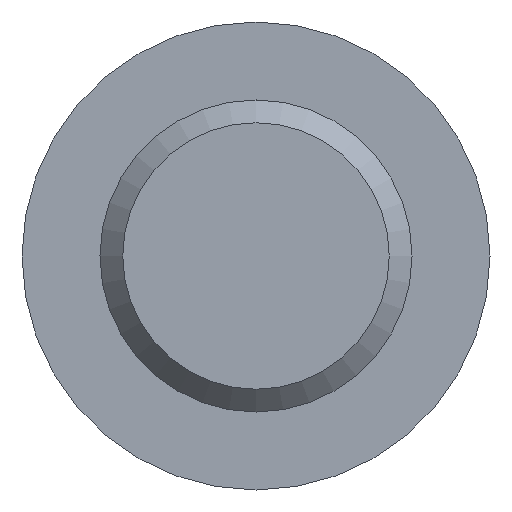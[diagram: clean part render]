
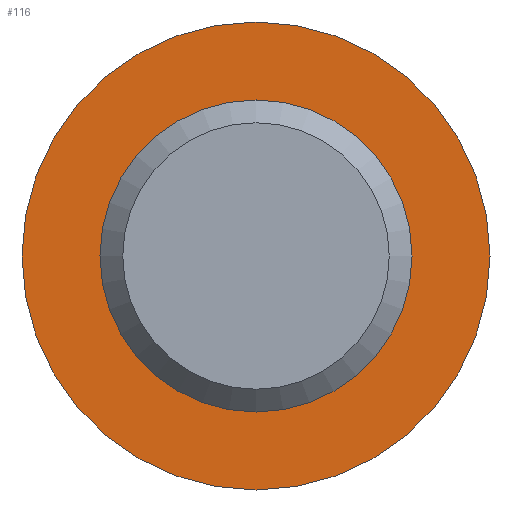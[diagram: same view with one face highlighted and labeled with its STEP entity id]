
A CAD part, front view. The second image highlights one B-rep face of the part: STEP entity #116.
In plain terms, the highlighted planar face has unit normal (0, -1, 0).
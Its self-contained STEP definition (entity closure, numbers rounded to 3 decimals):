
#7 = ORIENTED_EDGE ( 'NONE', *, *, #464, .T. ) ;
#12 = DIRECTION ( 'NONE',  ( 0., -1., 0. ) ) ;
#55 = CARTESIAN_POINT ( 'NONE',  ( 0., 90., 0. ) ) ;
#64 = AXIS2_PLACEMENT_3D ( 'NONE', #55, #12, #344 ) ;
#116 = ADVANCED_FACE ( 'NONE', ( #250, #345 ), #183, .F. ) ;
#143 = CARTESIAN_POINT ( 'NONE',  ( -6., 90., 0. ) ) ;
#158 = CARTESIAN_POINT ( 'NONE',  ( 0., 90., -6. ) ) ;
#183 = PLANE ( 'NONE',  #352 ) ;
#189 = DIRECTION ( 'NONE',  ( 0., 1., 0. ) ) ;
#204 = EDGE_LOOP ( 'NONE', ( #7 ) ) ;
#219 = CARTESIAN_POINT ( 'NONE',  ( 0., 90., 0. ) ) ;
#228 = DIRECTION ( 'NONE',  ( 0., -1., 0. ) ) ;
#250 = FACE_BOUND ( 'NONE', #406, .T. ) ;
#256 = ORIENTED_EDGE ( 'NONE', *, *, #523, .F. ) ;
#263 = VERTEX_POINT ( 'NONE', #158 ) ;
#344 = DIRECTION ( 'NONE',  ( 0., 0., -1. ) ) ;
#345 = FACE_OUTER_BOUND ( 'NONE', #204, .T. ) ;
#352 = AXIS2_PLACEMENT_3D ( 'NONE', #143, #189, #426 ) ;
#387 = CIRCLE ( 'NONE', #502, 9. ) ;
#406 = EDGE_LOOP ( 'NONE', ( #256 ) ) ;
#426 = DIRECTION ( 'NONE',  ( 0., 0., 1. ) ) ;
#431 = DIRECTION ( 'NONE',  ( 0., 0., -1. ) ) ;
#459 = CIRCLE ( 'NONE', #64, 6. ) ;
#464 = EDGE_CURVE ( 'NONE', #476, #476, #387, .T. ) ;
#476 = VERTEX_POINT ( 'NONE', #515 ) ;
#502 = AXIS2_PLACEMENT_3D ( 'NONE', #219, #228, #431 ) ;
#515 = CARTESIAN_POINT ( 'NONE',  ( 0., 90., -9. ) ) ;
#523 = EDGE_CURVE ( 'NONE', #263, #263, #459, .T. ) ;
